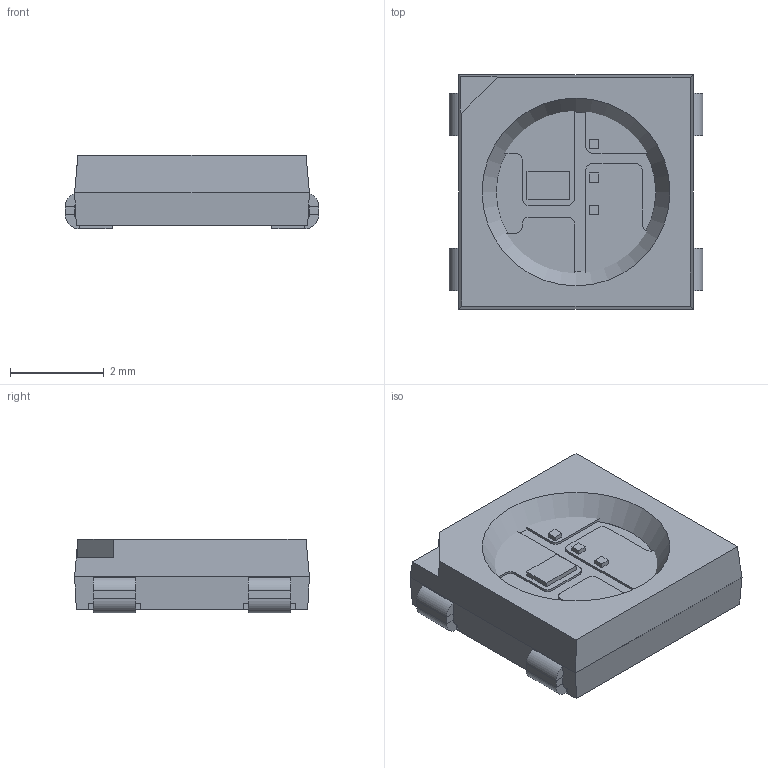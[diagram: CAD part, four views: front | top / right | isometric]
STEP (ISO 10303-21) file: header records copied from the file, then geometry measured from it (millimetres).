
FILE_DESCRIPTION(/* description */ ('STEP AP214'),/* implementation_level */ '2;1');
FILE_NAME(/* name */ 'WS2812B.step',/* time_stamp */ '2025-07-19T17:13:42+03:00',/* author */ (''),/* organization */ (''),/* preprocessor_version */ 'ST-DEVELOPER v20.1',/* originating_system */ 'Autodesk Translation Framework v14.10.0.0',/* authorisation */ '');
FILE_SCHEMA (('AUTOMOTIVE_DESIGN { 1 0 10303 214 3 1 1 }'));
Length unit declared in the file: millimetre
Products named in the file (1): CFD56012-B537-4809-8A81-0C1321D00A2C
Bounding box: 5.4 x 5 x 1.57 mm (x, y, z)
Volume: 31.9 mm3; surface area: 117.9 mm2
Topology: 9 solids, 9 shells, 173 faces, 418 edges, 263 vertices
Faces by surface type: plane 144, cylinder 28, cone 1
Full cylindrical faces by diameter (mm): 1.1 x1, 3.4 x1
Entity records: 5072 total; most frequent: CARTESIAN_POINT 855, ORIENTED_EDGE 836, DIRECTION 823, EDGE_CURVE 418, LINE 361, VECTOR 361, VERTEX_POINT 263, AXIS2_PLACEMENT_3D 231
